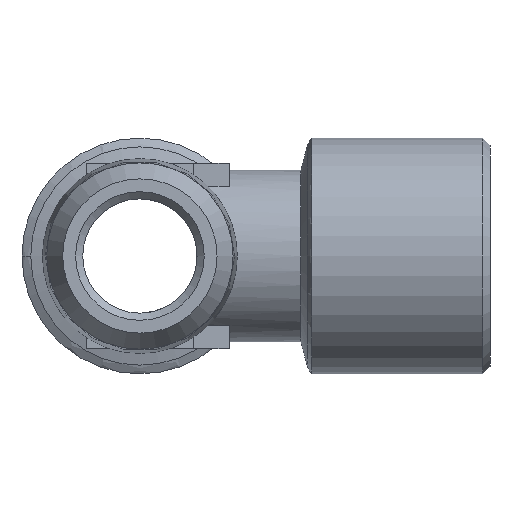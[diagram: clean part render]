
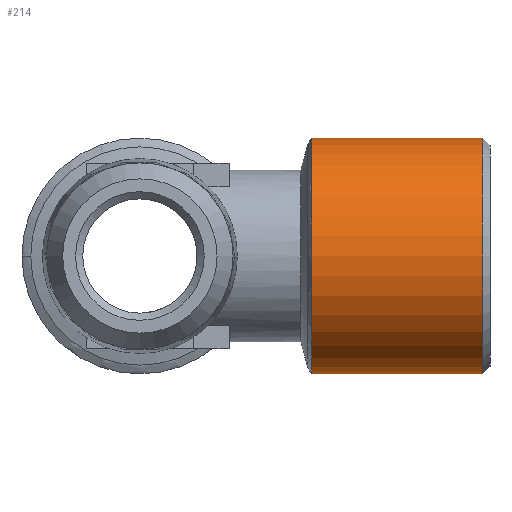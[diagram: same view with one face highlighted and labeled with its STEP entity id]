
A CAD part, left-side view. The second image highlights one B-rep face of the part: STEP entity #214.
In plain terms, the highlighted cylindrical face has radius 8.25 mm (diameter 16.5 mm), a full revolution.
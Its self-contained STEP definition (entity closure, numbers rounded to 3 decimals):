
#17 = AXIS2_PLACEMENT_3D ( 'NONE', #668, #666, #665 ) ;
#40 = EDGE_CURVE ( 'NONE', #782, #782, #1181, .T. ) ;
#99 = AXIS2_PLACEMENT_3D ( 'NONE', #460, #458, #461 ) ;
#140 = AXIS2_PLACEMENT_3D ( 'NONE', #650, #649, #648 ) ;
#141 = AXIS2_PLACEMENT_3D ( 'NONE', #680, #679, #673 ) ;
#176 = EDGE_CURVE ( 'NONE', #1245, #1241, #893, .T. ) ;
#179 = EDGE_CURVE ( 'NONE', #1241, #1245, #895, .T. ) ;
#214 = ADVANCED_FACE ( 'NONE', ( #820, #818 ), #816, .T. ) ;
#317 = CARTESIAN_POINT ( 'NONE',  ( 0., 1.5, 8.25 ) ) ;
#344 = CARTESIAN_POINT ( 'NONE',  ( 0., 13.467, 8.25 ) ) ;
#347 = CARTESIAN_POINT ( 'NONE',  ( 0., 13.467, -8.25 ) ) ;
#458 = DIRECTION ( 'NONE',  ( 0., 1., 0. ) ) ;
#460 = CARTESIAN_POINT ( 'NONE',  ( 0., 1.5, 0. ) ) ;
#461 = DIRECTION ( 'NONE',  ( 0., 0., 1. ) ) ;
#648 = DIRECTION ( 'NONE',  ( 0., 0., 1. ) ) ;
#649 = DIRECTION ( 'NONE',  ( 0., 1., 0. ) ) ;
#650 = CARTESIAN_POINT ( 'NONE',  ( 0., 13.467, 0. ) ) ;
#665 = DIRECTION ( 'NONE',  ( 0., 0., 1. ) ) ;
#666 = DIRECTION ( 'NONE',  ( 0., 1., 0. ) ) ;
#668 = CARTESIAN_POINT ( 'NONE',  ( 0., 1.5, 0. ) ) ;
#673 = DIRECTION ( 'NONE',  ( 0., 0., 1. ) ) ;
#679 = DIRECTION ( 'NONE',  ( 0., 1., 0. ) ) ;
#680 = CARTESIAN_POINT ( 'NONE',  ( 0., 13.467, 0. ) ) ;
#782 = VERTEX_POINT ( 'NONE', #317 ) ;
#816 = CYLINDRICAL_SURFACE ( 'NONE', #99, 8.25 ) ;
#818 = FACE_OUTER_BOUND ( 'NONE', #969, .T. ) ;
#820 = FACE_OUTER_BOUND ( 'NONE', #981, .T. ) ;
#893 = CIRCLE ( 'NONE', #141, 8.25 ) ;
#895 = CIRCLE ( 'NONE', #140, 8.25 ) ;
#969 = EDGE_LOOP ( 'NONE', ( #1145 ) ) ;
#981 = EDGE_LOOP ( 'NONE', ( #1131, #1087 ) ) ;
#1087 = ORIENTED_EDGE ( 'NONE', *, *, #179, .F. ) ;
#1131 = ORIENTED_EDGE ( 'NONE', *, *, #176, .F. ) ;
#1145 = ORIENTED_EDGE ( 'NONE', *, *, #40, .T. ) ;
#1181 = CIRCLE ( 'NONE', #17, 8.25 ) ;
#1241 = VERTEX_POINT ( 'NONE', #347 ) ;
#1245 = VERTEX_POINT ( 'NONE', #344 ) ;
